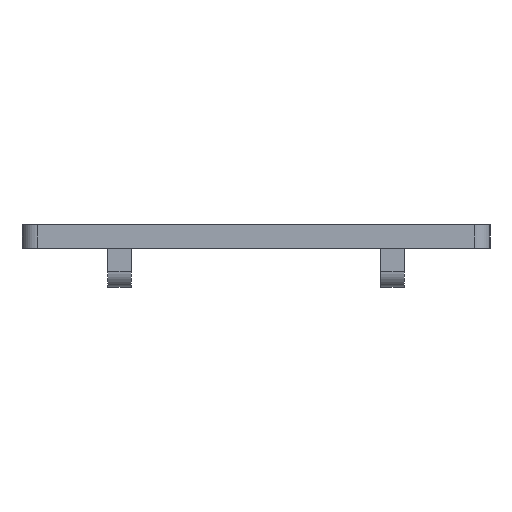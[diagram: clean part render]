
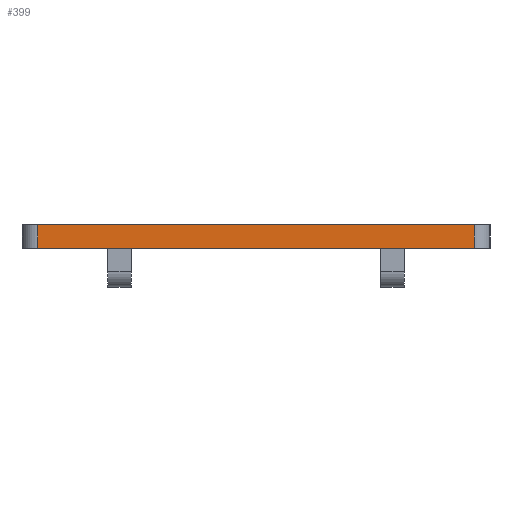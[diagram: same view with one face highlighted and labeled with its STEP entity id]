
A CAD part, left-side view. The second image highlights one B-rep face of the part: STEP entity #399.
In plain terms, the highlighted planar face has unit normal (-1, 0, 0).
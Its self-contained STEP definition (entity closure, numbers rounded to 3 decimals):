
#4 = EDGE_LOOP ( 'NONE', ( #1019, #1158, #1252, #1165 ) ) ;
#190 = FACE_OUTER_BOUND ( 'NONE', #4, .T. ) ;
#194 = AXIS2_PLACEMENT_3D ( 'NONE', #411, #559, #562 ) ;
#197 = EDGE_CURVE ( 'NONE', #1219, #1110, #1102, .T. ) ;
#256 = EDGE_CURVE ( 'NONE', #1241, #1226, #916, .T. ) ;
#280 = EDGE_CURVE ( 'NONE', #1219, #1241, #861, .T. ) ;
#282 = EDGE_CURVE ( 'NONE', #1110, #1226, #781, .T. ) ;
#370 = VECTOR ( 'NONE', #934, 1000. ) ;
#385 = VECTOR ( 'NONE', #846, 1000. ) ;
#399 = ADVANCED_FACE ( 'NONE', ( #190 ), #410, .F. ) ;
#410 = PLANE ( 'NONE',  #194 ) ;
#411 = CARTESIAN_POINT ( 'NONE',  ( -30., 14., 1.5 ) ) ;
#478 = CARTESIAN_POINT ( 'NONE',  ( -30., -14., 1.5 ) ) ;
#497 = CARTESIAN_POINT ( 'NONE',  ( -30., 14., 0. ) ) ;
#553 = CARTESIAN_POINT ( 'NONE',  ( -30., 14., 1.5 ) ) ;
#559 = DIRECTION ( 'NONE',  ( 1., 0., 0. ) ) ;
#562 = DIRECTION ( 'NONE',  ( 0., 1., 0. ) ) ;
#568 = CARTESIAN_POINT ( 'NONE',  ( -30., -14., 0. ) ) ;
#672 = VECTOR ( 'NONE', #785, 1000. ) ;
#679 = VECTOR ( 'NONE', #1103, 1000. ) ;
#780 = CARTESIAN_POINT ( 'NONE',  ( -30., -14., 1.5 ) ) ;
#781 = LINE ( 'NONE', #780, #370 ) ;
#785 = DIRECTION ( 'NONE',  ( 0., -1., 0. ) ) ;
#846 = DIRECTION ( 'NONE',  ( 0., 0., -1. ) ) ;
#858 = CARTESIAN_POINT ( 'NONE',  ( -30., 14., 1.5 ) ) ;
#861 = LINE ( 'NONE', #858, #385 ) ;
#916 = LINE ( 'NONE', #933, #672 ) ;
#933 = CARTESIAN_POINT ( 'NONE',  ( -30., 14., 0. ) ) ;
#934 = DIRECTION ( 'NONE',  ( 0., 0., -1. ) ) ;
#1019 = ORIENTED_EDGE ( 'NONE', *, *, #256, .T. ) ;
#1102 = LINE ( 'NONE', #1156, #679 ) ;
#1103 = DIRECTION ( 'NONE',  ( 0., -1., 0. ) ) ;
#1110 = VERTEX_POINT ( 'NONE', #478 ) ;
#1156 = CARTESIAN_POINT ( 'NONE',  ( -30., 14., 1.5 ) ) ;
#1158 = ORIENTED_EDGE ( 'NONE', *, *, #282, .F. ) ;
#1165 = ORIENTED_EDGE ( 'NONE', *, *, #280, .T. ) ;
#1219 = VERTEX_POINT ( 'NONE', #553 ) ;
#1226 = VERTEX_POINT ( 'NONE', #568 ) ;
#1241 = VERTEX_POINT ( 'NONE', #497 ) ;
#1252 = ORIENTED_EDGE ( 'NONE', *, *, #197, .F. ) ;
